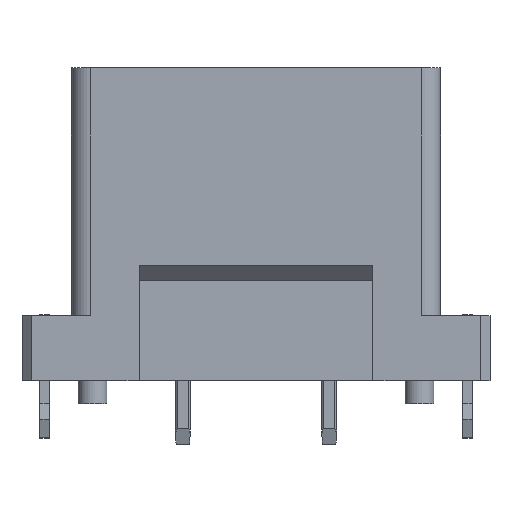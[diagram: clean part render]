
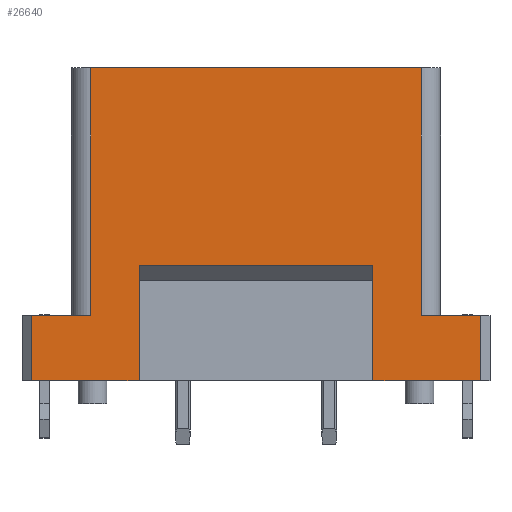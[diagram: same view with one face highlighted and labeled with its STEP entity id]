
A CAD part, front view. The second image highlights one B-rep face of the part: STEP entity #26640.
In plain terms, the highlighted planar face has unit normal (0, -1, 0).
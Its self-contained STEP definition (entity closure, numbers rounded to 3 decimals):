
#1020=CARTESIAN_POINT('',(8.61,-5.5,16.3));
#1030=VERTEX_POINT('',#1020);
#1060=CARTESIAN_POINT('',(-45.74,-5.5,16.3));
#1070=DIRECTION('',(-1.,0.,0.));
#1080=VECTOR('',#1070,1.);
#1090=LINE('',#1060,#1080);
#1100=CARTESIAN_POINT('',(-8.61,-5.5,16.3));
#1110=VERTEX_POINT('',#1100);
#1120=EDGE_CURVE('',#1030,#1110,#1090,.T.);
#5190=CARTESIAN_POINT('',(8.61,-5.5,3.4));
#5200=VERTEX_POINT('',#5190);
#5230=CARTESIAN_POINT('',(8.61,-5.5,3.4));
#5240=DIRECTION('',(0.,0.,1.));
#5250=VECTOR('',#5240,1.);
#5260=LINE('',#5230,#5250);
#5270=EDGE_CURVE('',#5200,#1030,#5260,.T.);
#5740=CARTESIAN_POINT('',(6.09,-5.5,6.));
#5750=VERTEX_POINT('',#5740);
#5780=CARTESIAN_POINT('',(6.09,-5.5,13.4));
#5790=DIRECTION('',(0.,0.,-1.));
#5800=VECTOR('',#5790,1.);
#5810=LINE('',#5780,#5800);
#5820=CARTESIAN_POINT('',(6.09,-5.5,0.));
#5830=VERTEX_POINT('',#5820);
#5840=EDGE_CURVE('',#5750,#5830,#5810,.T.);
#7620=CARTESIAN_POINT('',(-11.685,-5.5,3.4));
#7630=VERTEX_POINT('',#7620);
#7680=CARTESIAN_POINT('',(-11.685,-5.5,13.4));
#7690=DIRECTION('',(0.,0.,1.));
#7700=VECTOR('',#7690,1.);
#7710=LINE('',#7680,#7700);
#7720=CARTESIAN_POINT('',(-11.685,-5.5,0.));
#7730=VERTEX_POINT('',#7720);
#7740=EDGE_CURVE('',#7730,#7630,#7710,.T.);
#8620=CARTESIAN_POINT('',(-45.74,-5.5,0.));
#8630=DIRECTION('',(-1.,0.,0.));
#8640=VECTOR('',#8630,1.);
#8650=LINE('',#8620,#8640);
#8660=CARTESIAN_POINT('',(-6.09,-5.5,0.));
#8670=VERTEX_POINT('',#8660);
#8680=EDGE_CURVE('',#8670,#7730,#8650,.T.);
#8850=CARTESIAN_POINT('',(-45.74,-5.5,0.));
#8860=DIRECTION('',(-1.,0.,0.));
#8870=VECTOR('',#8860,1.);
#8880=LINE('',#8850,#8870);
#8890=CARTESIAN_POINT('',(11.685,-5.5,0.));
#8900=VERTEX_POINT('',#8890);
#8910=EDGE_CURVE('',#8900,#5830,#8880,.T.);
#15170=CARTESIAN_POINT('',(-8.61,-5.5,3.4));
#15180=VERTEX_POINT('',#15170);
#15210=CARTESIAN_POINT('',(-45.74,-5.5,3.4));
#15220=DIRECTION('',(1.,-0.,0.));
#15230=VECTOR('',#15220,1.);
#15240=LINE('',#15210,#15230);
#15250=EDGE_CURVE('',#7630,#15180,#15240,.T.);
#16920=CARTESIAN_POINT('',(-45.74,-5.5,6.));
#16930=DIRECTION('',(1.,0.,0.));
#16940=VECTOR('',#16930,1.);
#16950=LINE('',#16920,#16940);
#16960=CARTESIAN_POINT('',(-6.09,-5.5,6.));
#16970=VERTEX_POINT('',#16960);
#16980=EDGE_CURVE('',#16970,#5750,#16950,.T.);
#19100=CARTESIAN_POINT('',(11.685,-5.5,3.4));
#19110=VERTEX_POINT('',#19100);
#19210=CARTESIAN_POINT('',(11.685,-5.5,13.4));
#19220=DIRECTION('',(0.,0.,-1.));
#19230=VECTOR('',#19220,1.);
#19240=LINE('',#19210,#19230);
#19250=EDGE_CURVE('',#19110,#8900,#19240,.T.);
#20410=CARTESIAN_POINT('',(-8.61,-5.5,16.3));
#20420=DIRECTION('',(0.,0.,-1.));
#20430=VECTOR('',#20420,1.);
#20440=LINE('',#20410,#20430);
#20450=EDGE_CURVE('',#1110,#15180,#20440,.T.);
#26350=CARTESIAN_POINT('',(-12.269,-5.5,16.708));
#26360=DIRECTION('',(0.,-1.,0.));
#26370=DIRECTION('',(0.,0.,1.));
#26380=AXIS2_PLACEMENT_3D('',#26350,#26360,#26370);
#26390=PLANE('',#26380);
#26400=ORIENTED_EDGE('',*,*,#7740,.F.);
#26410=ORIENTED_EDGE('',*,*,#15250,.F.);
#26420=ORIENTED_EDGE('',*,*,#20450,.T.);
#26430=ORIENTED_EDGE('',*,*,#1120,.T.);
#26440=ORIENTED_EDGE('',*,*,#5270,.T.);
#26450=CARTESIAN_POINT('',(-45.74,-5.5,3.4));
#26460=DIRECTION('',(-1.,0.,0.));
#26470=VECTOR('',#26460,1.);
#26480=LINE('',#26450,#26470);
#26490=EDGE_CURVE('',#19110,#5200,#26480,.T.);
#26500=ORIENTED_EDGE('',*,*,#26490,.T.);
#26510=ORIENTED_EDGE('',*,*,#19250,.F.);
#26520=ORIENTED_EDGE('',*,*,#8910,.F.);
#26530=ORIENTED_EDGE('',*,*,#5840,.T.);
#26540=ORIENTED_EDGE('',*,*,#16980,.T.);
#26550=CARTESIAN_POINT('',(-6.09,-5.5,13.4));
#26560=DIRECTION('',(0.,0.,1.));
#26570=VECTOR('',#26560,1.);
#26580=LINE('',#26550,#26570);
#26590=EDGE_CURVE('',#8670,#16970,#26580,.T.);
#26600=ORIENTED_EDGE('',*,*,#26590,.T.);
#26610=ORIENTED_EDGE('',*,*,#8680,.F.);
#26620=EDGE_LOOP('',(#26610,#26600,#26540,#26530,#26520,#26510,#26500,
#26440,#26430,#26420,#26410,#26400));
#26630=FACE_OUTER_BOUND('',#26620,.T.);
#26640=ADVANCED_FACE('',(#26630),#26390,.T.);
